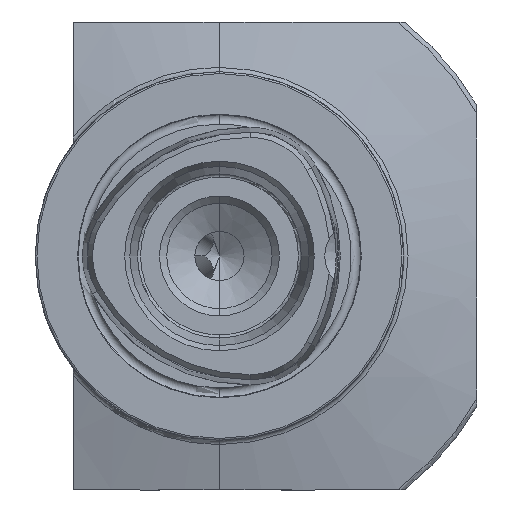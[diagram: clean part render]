
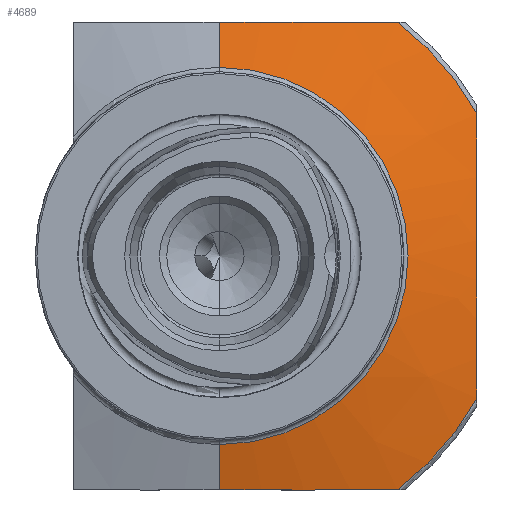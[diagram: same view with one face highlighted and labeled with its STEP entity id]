
A CAD part, left-side view. The second image highlights one B-rep face of the part: STEP entity #4689.
In plain terms, the highlighted conical face has half-angle 75 degrees and reference radius 50.259 mm.
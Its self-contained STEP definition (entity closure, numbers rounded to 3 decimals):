
#130 = CARTESIAN_POINT ( 'NONE',  ( 22.199, 0., 32.241 ) ) ;
#376 = CARTESIAN_POINT ( 'NONE',  ( 24.278, 0., 40. ) ) ;
#377 = CARTESIAN_POINT ( 'NONE',  ( 27.026, -44., -24.289 ) ) ;
#1065 = LINE ( 'NONE', #3298, #1068 ) ;
#1068 = VECTOR ( 'NONE', #3300, 1000. ) ;
#1069 = LINE ( 'NONE', #3423, #1080 ) ;
#1080 = VECTOR ( 'NONE', #3419, 1000. ) ;
#1081 = CIRCLE ( 'NONE', #2710, 50.259 ) ;
#1082 = CIRCLE ( 'NONE', #2711, 50.259 ) ;
#1245 = B_SPLINE_CURVE_WITH_KNOTS ( 'NONE', 3,
 ( #3453, #3454, #3459, #3460, #3461, #3462, #3463, #3464 ),
 .UNSPECIFIED., .F., .F.,
 ( 4, 2, 2, 4 ),
 ( 0.145, 0.153, 0.161, 0.176 ),
 .UNSPECIFIED. ) ;
#1247 = B_SPLINE_CURVE_WITH_KNOTS ( 'NONE', 3,
 ( #3434, #3435, #3439, #3440, #3441, #3442, #3443, #3444, #3445, #3446 ),
 .UNSPECIFIED., .F., .F.,
 ( 4, 2, 2, 2, 4 ),
 ( 0.146, 0.158, 0.17, 0.183, 0.195 ),
 .UNSPECIFIED. ) ;
#1248 = B_SPLINE_CURVE_WITH_KNOTS ( 'NONE', 3,
 ( #3427, #3390, #3428, #3429, #3430, #3431, #3432, #3433 ),
 .UNSPECIFIED., .F., .F.,
 ( 4, 2, 2, 4 ),
 ( 0.058, 0.074, 0.081, 0.089 ),
 .UNSPECIFIED. ) ;
#1619 = VERTEX_POINT ( 'NONE', #377 ) ;
#1620 = VERTEX_POINT ( 'NONE', #376 ) ;
#1835 = VERTEX_POINT ( 'NONE', #130 ) ;
#1850 = VERTEX_POINT ( 'NONE', #2441 ) ;
#2195 = EDGE_LOOP ( 'NONE', ( #2356, #2357, #2358, #2359, #2360, #2361, #2362, #2363 ) ) ;
#2356 = ORIENTED_EDGE ( 'NONE', *, *, #4537, .F. ) ;
#2357 = ORIENTED_EDGE ( 'NONE', *, *, #4680, .T. ) ;
#2358 = ORIENTED_EDGE ( 'NONE', *, *, #4557, .T. ) ;
#2359 = ORIENTED_EDGE ( 'NONE', *, *, #4558, .F. ) ;
#2360 = ORIENTED_EDGE ( 'NONE', *, *, #4559, .T. ) ;
#2361 = ORIENTED_EDGE ( 'NONE', *, *, #4560, .F. ) ;
#2362 = ORIENTED_EDGE ( 'NONE', *, *, #4561, .T. ) ;
#2363 = ORIENTED_EDGE ( 'NONE', *, *, #4564, .F. ) ;
#2441 = CARTESIAN_POINT ( 'NONE',  ( 22.199, 0., -32.241 ) ) ;
#2710 = AXIS2_PLACEMENT_3D ( 'NONE', #3436, #3437, #3438 ) ;
#2711 = AXIS2_PLACEMENT_3D ( 'NONE', #3447, #3448, #3449 ) ;
#2764 = AXIS2_PLACEMENT_3D ( 'NONE', #6092, #6094, #6096 ) ;
#2769 = AXIS2_PLACEMENT_3D ( 'NONE', #6213, #6216, #6211 ) ;
#3298 = CARTESIAN_POINT ( 'NONE',  ( 27.026, 0., 50.259 ) ) ;
#3300 = DIRECTION ( 'NONE',  ( 0.259, 0., 0.966 ) ) ;
#3390 = CARTESIAN_POINT ( 'NONE',  ( 26.206, -25.373, -40. ) ) ;
#3419 = DIRECTION ( 'NONE',  ( 0.259, 0., -0.966 ) ) ;
#3423 = CARTESIAN_POINT ( 'NONE',  ( 27.026, 0., -50.259 ) ) ;
#3427 = CARTESIAN_POINT ( 'NONE',  ( 27.026, -30.429, -40. ) ) ;
#3428 = CARTESIAN_POINT ( 'NONE',  ( 25.513, -20.311, -40. ) ) ;
#3429 = CARTESIAN_POINT ( 'NONE',  ( 24.787, -12.706, -40. ) ) ;
#3430 = CARTESIAN_POINT ( 'NONE',  ( 24.598, -10.168, -40. ) ) ;
#3431 = CARTESIAN_POINT ( 'NONE',  ( 24.343, -5.088, -40. ) ) ;
#3432 = CARTESIAN_POINT ( 'NONE',  ( 24.278, -2.545, -40. ) ) ;
#3433 = CARTESIAN_POINT ( 'NONE',  ( 24.278, 0., -40. ) ) ;
#3434 = CARTESIAN_POINT ( 'NONE',  ( 27.026, -44., 24.289 ) ) ;
#3435 = CARTESIAN_POINT ( 'NONE',  ( 26.501, -44., 20.234 ) ) ;
#3436 = CARTESIAN_POINT ( 'NONE',  ( 27.026, 0., 0. ) ) ;
#3437 = DIRECTION ( 'NONE',  ( -1., 0., 0. ) ) ;
#3438 = DIRECTION ( 'NONE',  ( 0., 0., 1. ) ) ;
#3439 = CARTESIAN_POINT ( 'NONE',  ( 26.078, -44., 16.181 ) ) ;
#3440 = CARTESIAN_POINT ( 'NONE',  ( 25.501, -44., 8.078 ) ) ;
#3441 = CARTESIAN_POINT ( 'NONE',  ( 25.349, -44., 4.028 ) ) ;
#3442 = CARTESIAN_POINT ( 'NONE',  ( 25.35, -44., -4.068 ) ) ;
#3443 = CARTESIAN_POINT ( 'NONE',  ( 25.503, -44., -8.115 ) ) ;
#3444 = CARTESIAN_POINT ( 'NONE',  ( 26.08, -44., -16.204 ) ) ;
#3445 = CARTESIAN_POINT ( 'NONE',  ( 26.503, -44., -20.247 ) ) ;
#3446 = CARTESIAN_POINT ( 'NONE',  ( 27.026, -44., -24.289 ) ) ;
#3447 = CARTESIAN_POINT ( 'NONE',  ( 27.026, 0., 0. ) ) ;
#3448 = DIRECTION ( 'NONE',  ( -1., 0., 0. ) ) ;
#3449 = DIRECTION ( 'NONE',  ( 0., 0., 1. ) ) ;
#3453 = CARTESIAN_POINT ( 'NONE',  ( 24.278, 0., 40. ) ) ;
#3454 = CARTESIAN_POINT ( 'NONE',  ( 24.278, -2.545, 40. ) ) ;
#3459 = CARTESIAN_POINT ( 'NONE',  ( 24.343, -5.088, 40. ) ) ;
#3460 = CARTESIAN_POINT ( 'NONE',  ( 24.598, -10.168, 40. ) ) ;
#3461 = CARTESIAN_POINT ( 'NONE',  ( 24.787, -12.706, 40. ) ) ;
#3462 = CARTESIAN_POINT ( 'NONE',  ( 25.513, -20.311, 40. ) ) ;
#3463 = CARTESIAN_POINT ( 'NONE',  ( 26.206, -25.373, 40. ) ) ;
#3464 = CARTESIAN_POINT ( 'NONE',  ( 27.026, -30.429, 40. ) ) ;
#3626 = CARTESIAN_POINT ( 'NONE',  ( 27.026, -30.429, 40. ) ) ;
#3630 = CARTESIAN_POINT ( 'NONE',  ( 27.026, -44., 24.289 ) ) ;
#3635 = CARTESIAN_POINT ( 'NONE',  ( 24.278, 0., -40. ) ) ;
#3637 = CARTESIAN_POINT ( 'NONE',  ( 27.026, -30.429, -40. ) ) ;
#3799 = VERTEX_POINT ( 'NONE', #3626 ) ;
#3803 = VERTEX_POINT ( 'NONE', #3630 ) ;
#3808 = VERTEX_POINT ( 'NONE', #3635 ) ;
#3810 = VERTEX_POINT ( 'NONE', #3637 ) ;
#4537 = EDGE_CURVE ( 'NONE', #1835, #1620, #1065, .T. ) ;
#4557 = EDGE_CURVE ( 'NONE', #1850, #3808, #1069, .T. ) ;
#4558 = EDGE_CURVE ( 'NONE', #3810, #3808, #1248, .T. ) ;
#4559 = EDGE_CURVE ( 'NONE', #3810, #1619, #1081, .T. ) ;
#4560 = EDGE_CURVE ( 'NONE', #3803, #1619, #1247, .T. ) ;
#4561 = EDGE_CURVE ( 'NONE', #3803, #3799, #1082, .T. ) ;
#4564 = EDGE_CURVE ( 'NONE', #1620, #3799, #1245, .T. ) ;
#4680 = EDGE_CURVE ( 'NONE', #1835, #1850, #5422, .T. ) ;
#4689 = ADVANCED_FACE ( 'NONE', ( #5435 ), #5442, .T. ) ;
#5422 = CIRCLE ( 'NONE', #2764, 32.241 ) ;
#5435 = FACE_OUTER_BOUND ( 'NONE', #2195, .T. ) ;
#5442 = CONICAL_SURFACE ( 'NONE', #2769, 50.259, 1.309 ) ;
#6092 = CARTESIAN_POINT ( 'NONE',  ( 22.199, 0., 0. ) ) ;
#6094 = DIRECTION ( 'NONE',  ( 1., 0., 0. ) ) ;
#6096 = DIRECTION ( 'NONE',  ( 0., 0., -1. ) ) ;
#6211 = DIRECTION ( 'NONE',  ( 0., 0., -1. ) ) ;
#6213 = CARTESIAN_POINT ( 'NONE',  ( 27.026, 0., 0. ) ) ;
#6216 = DIRECTION ( 'NONE',  ( 1., 0., 0. ) ) ;
